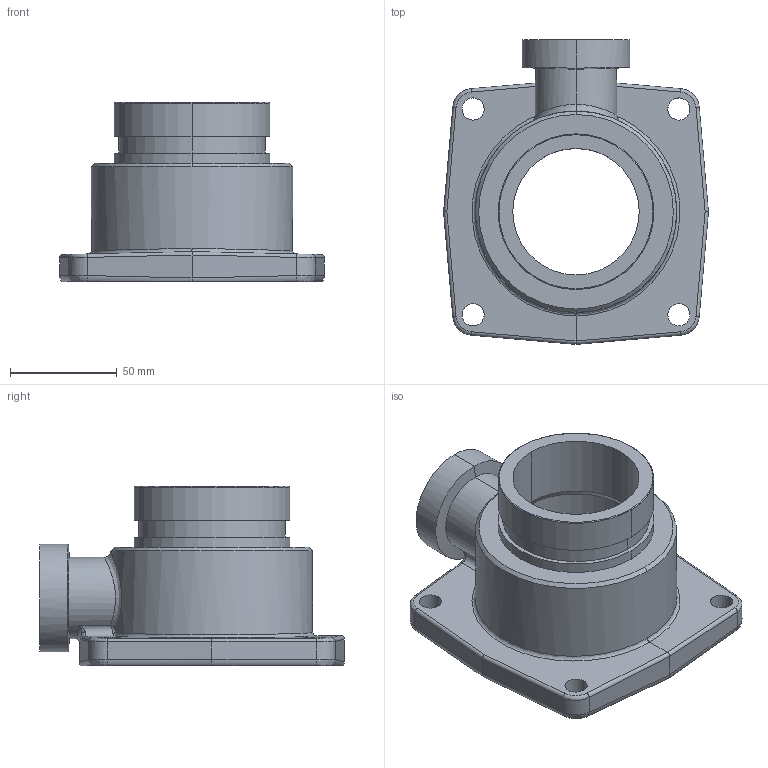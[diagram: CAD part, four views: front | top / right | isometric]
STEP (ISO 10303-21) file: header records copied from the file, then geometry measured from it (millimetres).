
FILE_DESCRIPTION((''),'2;1');
FILE_NAME('D42402_PRT','2006-12-13T',('work1'),(''),'PRO/ENGINEER BY PARAMETRIC TECHNOLOGY CORPORATION, 2005110','PRO/ENGINEER BY PARAMETRIC TECHNOLOGY CORPORATION, 2005110','');
FILE_SCHEMA(('CONFIG_CONTROL_DESIGN'));
Length unit declared in the file: inch
Products named in the file (1): D42402_PRT
Bounding box: 124.22 x 142.87 x 84.14 mm (x, y, z)
Volume: 363289.1 mm3; surface area: 73370.4 mm2
Topology: 1 solids, 1 shells, 101 faces, 232 edges, 134 vertices
Faces by surface type: cylinder 49, bspline 22, plane 16, cone 10, torus 2, extrusion 2
Entity records: 4411 total; most frequent: CARTESIAN_POINT 2279, ORIENTED_EDGE 460, DIRECTION 384, EDGE_CURVE 230, AXIS2_PLACEMENT_3D 152, VERTEX_POINT 134, EDGE_LOOP 116, FACE_OUTER_BOUND 101
